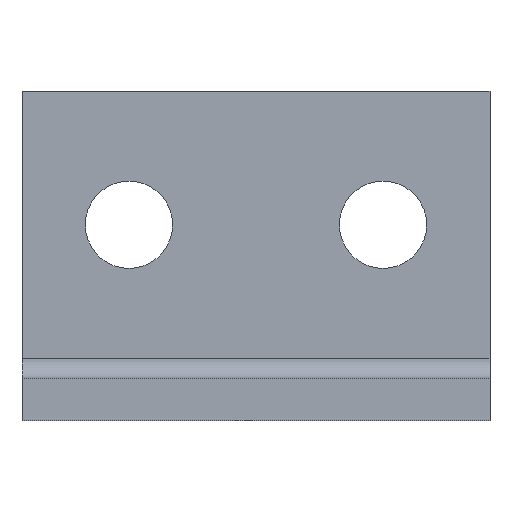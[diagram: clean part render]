
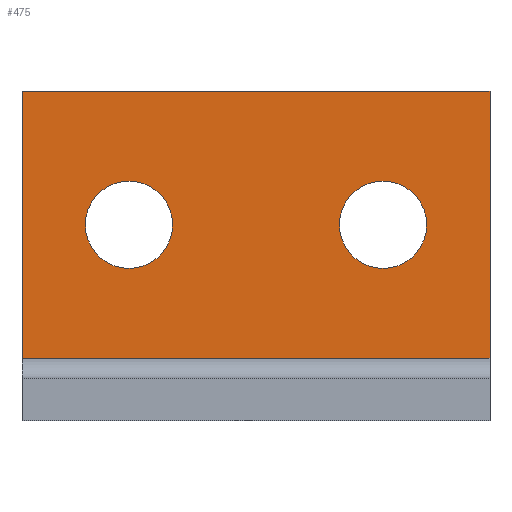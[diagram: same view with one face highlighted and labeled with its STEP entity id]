
A CAD part, front view. The second image highlights one B-rep face of the part: STEP entity #475.
In plain terms, the highlighted planar face has unit normal (0, -1, 0).
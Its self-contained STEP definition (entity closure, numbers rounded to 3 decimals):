
#3 = CARTESIAN_POINT ( 'NONE',  ( -9.787, -1.6, -16.33 ) ) ;
#6 = CARTESIAN_POINT ( 'NONE',  ( 0., -1.6, 0. ) ) ;
#13 = ORIENTED_EDGE ( 'NONE', *, *, #54, .F. ) ;
#14 = VERTEX_POINT ( 'NONE', #553 ) ;
#31 = AXIS2_PLACEMENT_3D ( 'NONE', #606, #202, #549 ) ;
#32 = VERTEX_POINT ( 'NONE', #153 ) ;
#36 = ORIENTED_EDGE ( 'NONE', *, *, #74, .F. ) ;
#39 = DIRECTION ( 'NONE',  ( 0., 0., 1. ) ) ;
#40 = LINE ( 'NONE', #596, #528 ) ;
#41 = AXIS2_PLACEMENT_3D ( 'NONE', #248, #593, #397 ) ;
#43 = VECTOR ( 'NONE', #39, 1000. ) ;
#46 = EDGE_CURVE ( 'NONE', #67, #471, #40, .T. ) ;
#54 = EDGE_CURVE ( 'NONE', #32, #233, #643, .T. ) ;
#67 = VERTEX_POINT ( 'NONE', #457 ) ;
#71 = VERTEX_POINT ( 'NONE', #302 ) ;
#74 = EDGE_CURVE ( 'NONE', #363, #71, #222, .T. ) ;
#87 = ORIENTED_EDGE ( 'NONE', *, *, #400, .F. ) ;
#98 = DIRECTION ( 'NONE',  ( 0., -1., 0. ) ) ;
#107 = VECTOR ( 'NONE', #359, 1000. ) ;
#141 = EDGE_CURVE ( 'NONE', #14, #67, #252, .T. ) ;
#153 = CARTESIAN_POINT ( 'NONE',  ( -19.287, -1.6, -14.698 ) ) ;
#173 = ORIENTED_EDGE ( 'NONE', *, *, #572, .F. ) ;
#185 = CARTESIAN_POINT ( 'NONE',  ( -23.287, -1.6, -11.33 ) ) ;
#198 = LINE ( 'NONE', #403, #107 ) ;
#201 = FACE_BOUND ( 'NONE', #370, .T. ) ;
#202 = DIRECTION ( 'NONE',  ( 0., -1., 0. ) ) ;
#210 = VECTOR ( 'NONE', #646, 1000. ) ;
#212 = DIRECTION ( 'NONE',  ( 0., 0., -1. ) ) ;
#222 = CIRCLE ( 'NONE', #41, 1.632 ) ;
#229 = EDGE_LOOP ( 'NONE', ( #173, #13 ) ) ;
#233 = VERTEX_POINT ( 'NONE', #257 ) ;
#248 = CARTESIAN_POINT ( 'NONE',  ( -9.787, -1.6, -16.33 ) ) ;
#252 = LINE ( 'NONE', #298, #210 ) ;
#257 = CARTESIAN_POINT ( 'NONE',  ( -19.287, -1.6, -17.962 ) ) ;
#262 = CARTESIAN_POINT ( 'NONE',  ( -23.287, -1.6, -21.33 ) ) ;
#266 = ORIENTED_EDGE ( 'NONE', *, *, #609, .F. ) ;
#270 = EDGE_LOOP ( 'NONE', ( #87, #492, #473, #266 ) ) ;
#286 = CARTESIAN_POINT ( 'NONE',  ( -9.787, -1.6, -14.698 ) ) ;
#295 = DIRECTION ( 'NONE',  ( 0., 0., -1. ) ) ;
#298 = CARTESIAN_POINT ( 'NONE',  ( -5.787, -1.6, -21.33 ) ) ;
#301 = PLANE ( 'NONE',  #417 ) ;
#302 = CARTESIAN_POINT ( 'NONE',  ( -9.787, -1.6, -17.962 ) ) ;
#357 = DIRECTION ( 'NONE',  ( -1., 0., 0. ) ) ;
#359 = DIRECTION ( 'NONE',  ( 1., 0., 0. ) ) ;
#363 = VERTEX_POINT ( 'NONE', #286 ) ;
#365 = DIRECTION ( 'NONE',  ( 0., 1., 0. ) ) ;
#370 = EDGE_LOOP ( 'NONE', ( #429, #36 ) ) ;
#392 = VERTEX_POINT ( 'NONE', #185 ) ;
#395 = CIRCLE ( 'NONE', #456, 1.632 ) ;
#397 = DIRECTION ( 'NONE',  ( 0., 0., -1. ) ) ;
#400 = EDGE_CURVE ( 'NONE', #471, #392, #637, .T. ) ;
#403 = CARTESIAN_POINT ( 'NONE',  ( -23.287, -1.6, -11.33 ) ) ;
#411 = DIRECTION ( 'NONE',  ( 0., 0., 1. ) ) ;
#417 = AXIS2_PLACEMENT_3D ( 'NONE', #6, #365, #411 ) ;
#429 = ORIENTED_EDGE ( 'NONE', *, *, #454, .F. ) ;
#436 = CIRCLE ( 'NONE', #624, 1.632 ) ;
#437 = CARTESIAN_POINT ( 'NONE',  ( -23.287, -1.6, -21.33 ) ) ;
#454 = EDGE_CURVE ( 'NONE', #71, #363, #436, .T. ) ;
#456 = AXIS2_PLACEMENT_3D ( 'NONE', #551, #98, #295 ) ;
#457 = CARTESIAN_POINT ( 'NONE',  ( -5.787, -1.6, -21.33 ) ) ;
#464 = DIRECTION ( 'NONE',  ( 0., -1., 0. ) ) ;
#471 = VERTEX_POINT ( 'NONE', #262 ) ;
#473 = ORIENTED_EDGE ( 'NONE', *, *, #141, .F. ) ;
#475 = ADVANCED_FACE ( 'NONE', ( #500, #201, #503 ), #301, .F. ) ;
#492 = ORIENTED_EDGE ( 'NONE', *, *, #46, .F. ) ;
#500 = FACE_BOUND ( 'NONE', #229, .T. ) ;
#503 = FACE_OUTER_BOUND ( 'NONE', #270, .T. ) ;
#528 = VECTOR ( 'NONE', #357, 1000. ) ;
#549 = DIRECTION ( 'NONE',  ( 0., 0., -1. ) ) ;
#551 = CARTESIAN_POINT ( 'NONE',  ( -19.287, -1.6, -16.33 ) ) ;
#553 = CARTESIAN_POINT ( 'NONE',  ( -5.787, -1.6, -11.33 ) ) ;
#572 = EDGE_CURVE ( 'NONE', #233, #32, #395, .T. ) ;
#593 = DIRECTION ( 'NONE',  ( 0., -1., 0. ) ) ;
#596 = CARTESIAN_POINT ( 'NONE',  ( -23.287, -1.6, -21.33 ) ) ;
#606 = CARTESIAN_POINT ( 'NONE',  ( -19.287, -1.6, -16.33 ) ) ;
#609 = EDGE_CURVE ( 'NONE', #392, #14, #198, .T. ) ;
#624 = AXIS2_PLACEMENT_3D ( 'NONE', #3, #464, #212 ) ;
#637 = LINE ( 'NONE', #437, #43 ) ;
#643 = CIRCLE ( 'NONE', #31, 1.632 ) ;
#646 = DIRECTION ( 'NONE',  ( 0., 0., -1. ) ) ;
